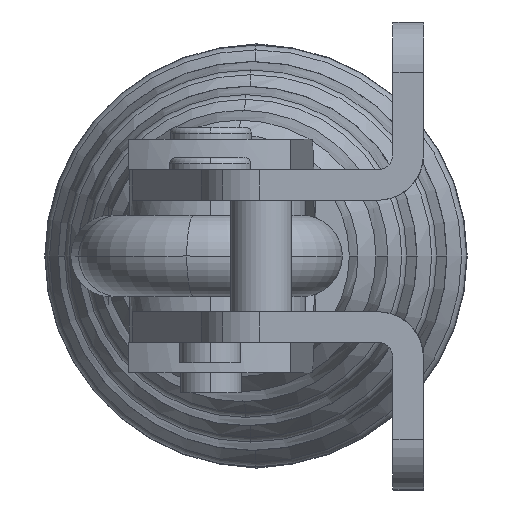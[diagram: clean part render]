
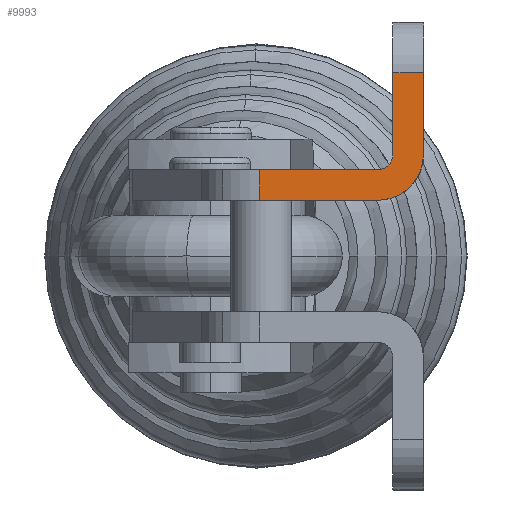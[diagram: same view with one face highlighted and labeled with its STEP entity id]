
A CAD part, left-side view. The second image highlights one B-rep face of the part: STEP entity #9993.
In plain terms, the highlighted free-form (B-spline) face has degree [1, 1] with [2, 2] control points.
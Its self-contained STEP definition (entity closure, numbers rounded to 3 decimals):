
#8765=CARTESIAN_POINT('',(-113.654,14.462,30.61));
#8766=VERTEX_POINT('',#8765);
#8774=CARTESIAN_POINT('',(-113.654,14.462,33.61));
#8775=VERTEX_POINT('',#8774);
#8776=CARTESIAN_POINT('',(-113.654,14.462,33.61));
#8777=DIRECTION('',(0.0,0.0,-1.0));
#8778=VECTOR('',#8777,3.);
#8779=LINE('',#8776,#8778);
#8780=EDGE_CURVE('',#8775,#8766,#8779,.T.);
#9487=CARTESIAN_POINT('',(-113.658,2.858,30.61));
#9488=VERTEX_POINT('',#9487);
#9495=CARTESIAN_POINT('',(-113.658,2.858,30.61));
#9496=DIRECTION('',(0.,1.,0.0));
#9497=VECTOR('',#9496,11.604);
#9498=LINE('',#9495,#9497);
#9499=EDGE_CURVE('',#9488,#8766,#9498,.T.);
#9565=CARTESIAN_POINT('',(-113.659,-1.642,35.11));
#9566=VERTEX_POINT('',#9565);
#9573=CARTESIAN_POINT('',(-113.658,2.858,35.11));
#9574=DIRECTION('',(-1.,0.,0.));
#9575=DIRECTION('',(0.,-1.,0.));
#9576=AXIS2_PLACEMENT_3D('',#9573,#9574,#9575);
#9577=CIRCLE('',#9576,4.5);
#9578=EDGE_CURVE('',#9488,#9566,#9577,.T.);
#9621=CARTESIAN_POINT('',(-113.658,2.858,33.61));
#9622=VERTEX_POINT('',#9621);
#9629=CARTESIAN_POINT('',(-113.658,1.358,35.11));
#9630=VERTEX_POINT('',#9629);
#9631=CARTESIAN_POINT('',(-113.658,2.858,35.11));
#9632=DIRECTION('',(1.,0.,0.));
#9633=DIRECTION('',(0.,-1.,0.));
#9634=AXIS2_PLACEMENT_3D('',#9631,#9632,#9633);
#9635=CIRCLE('',#9634,1.5);
#9636=EDGE_CURVE('',#9630,#9622,#9635,.T.);
#9678=CARTESIAN_POINT('',(-113.659,-1.642,43.18));
#9679=VERTEX_POINT('',#9678);
#9687=CARTESIAN_POINT('',(-113.659,-1.642,43.18));
#9688=DIRECTION('',(0.0,0.0,-1.0));
#9689=VECTOR('',#9688,8.07);
#9690=LINE('',#9687,#9689);
#9691=EDGE_CURVE('',#9679,#9566,#9690,.T.);
#9722=CARTESIAN_POINT('',(-113.658,1.358,43.18));
#9723=VERTEX_POINT('',#9722);
#9724=CARTESIAN_POINT('',(-113.658,1.358,35.11));
#9725=DIRECTION('',(0.0,0.0,1.0));
#9726=VECTOR('',#9725,8.07);
#9727=LINE('',#9724,#9726);
#9728=EDGE_CURVE('',#9630,#9723,#9727,.T.);
#9878=CARTESIAN_POINT('',(-113.659,-1.642,43.18));
#9879=DIRECTION('',(0.,1.,0.));
#9880=VECTOR('',#9879,3.);
#9881=LINE('',#9878,#9880);
#9882=EDGE_CURVE('',#9679,#9723,#9881,.T.);
#9973=CARTESIAN_POINT('',(-113.654,14.462,43.18));
#9974=CARTESIAN_POINT('',(-113.654,14.462,30.61));
#9975=CARTESIAN_POINT('',(-113.659,-1.642,43.18));
#9976=CARTESIAN_POINT('',(-113.659,-1.642,30.61));
#9977=B_SPLINE_SURFACE_WITH_KNOTS('',1,1,((#9973,#9975),(#9974,#9976)),.UNSPECIFIED.,.F.,.F.,.U.,(2,2),(2,2),(0.0,12.57),(0.0,16.104),.UNSPECIFIED.);
#9978=ORIENTED_EDGE('',*,*,#9499,.F.);
#9979=ORIENTED_EDGE('',*,*,#9578,.T.);
#9980=ORIENTED_EDGE('',*,*,#9691,.F.);
#9981=ORIENTED_EDGE('',*,*,#9882,.T.);
#9982=ORIENTED_EDGE('',*,*,#9728,.F.);
#9983=ORIENTED_EDGE('',*,*,#9636,.T.);
#9984=CARTESIAN_POINT('',(-113.654,14.462,33.61));
#9985=DIRECTION('',(0.,-1.,0.0));
#9986=VECTOR('',#9985,11.604);
#9987=LINE('',#9984,#9986);
#9988=EDGE_CURVE('',#8775,#9622,#9987,.T.);
#9989=ORIENTED_EDGE('',*,*,#9988,.F.);
#9990=ORIENTED_EDGE('',*,*,#8780,.T.);
#9991=EDGE_LOOP('',(#9978,#9979,#9980,#9981,#9982,#9983,#9989,#9990));
#9992=FACE_OUTER_BOUND('',#9991,.T.);
#9993=ADVANCED_FACE('',(#9992),#9977,.T.);
